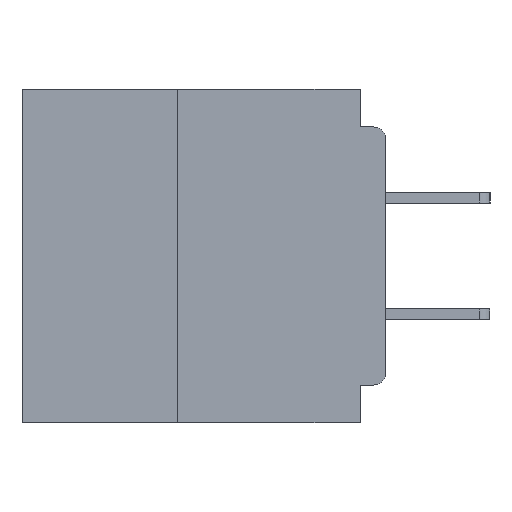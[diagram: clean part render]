
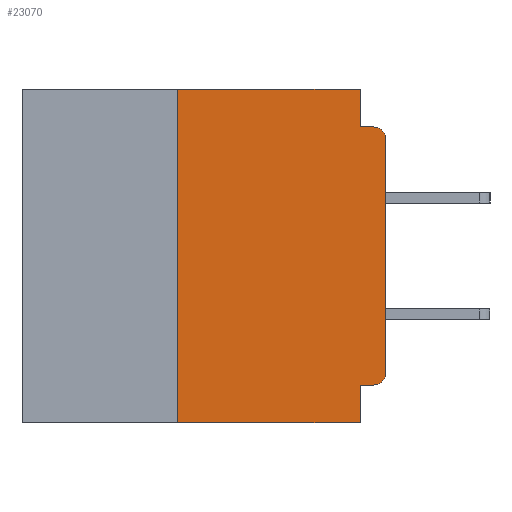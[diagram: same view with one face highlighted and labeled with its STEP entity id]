
A CAD part, left-side view. The second image highlights one B-rep face of the part: STEP entity #23070.
In plain terms, the highlighted planar face has unit normal (-1, 0, 0).
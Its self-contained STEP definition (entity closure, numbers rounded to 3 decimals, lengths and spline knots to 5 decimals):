
#663 = VERTEX_POINT ( 'NONE', #29134 ) ;
#2589 = DIRECTION ( 'NONE',  ( 1., 0., 0. ) ) ;
#3422 = DIRECTION ( 'NONE',  ( 0., 0., -1. ) ) ;
#4386 = EDGE_CURVE ( 'NONE', #663, #37343, #7312, .T. ) ;
#5448 = VECTOR ( 'NONE', #45157, 39.37008 ) ;
#5799 = CARTESIAN_POINT ( 'NONE',  ( 0., 0.25, -0.4 ) ) ;
#6041 = CARTESIAN_POINT ( 'NONE',  ( 0., 0., -0.355 ) ) ;
#6281 = CARTESIAN_POINT ( 'NONE',  ( 0., 0.437, 0. ) ) ;
#6744 = VERTEX_POINT ( 'NONE', #49432 ) ;
#6788 = CARTESIAN_POINT ( 'NONE',  ( 0., 0., -0.06 ) ) ;
#6837 = LINE ( 'NONE', #53883, #5448 ) ;
#7312 = CIRCLE ( 'NONE', #28055, 0.015 ) ;
#8236 = ORIENTED_EDGE ( 'NONE', *, *, #4386, .T. ) ;
#10564 = VERTEX_POINT ( 'NONE', #14598 ) ;
#10645 = DIRECTION ( 'NONE',  ( 0., -1., 0. ) ) ;
#11203 = VERTEX_POINT ( 'NONE', #5799 ) ;
#12396 = LINE ( 'NONE', #55473, #34220 ) ;
#13035 = DIRECTION ( 'NONE',  ( 0., 0., 1. ) ) ;
#13189 = CARTESIAN_POINT ( 'NONE',  ( 0., 0.031, -0.045 ) ) ;
#13353 = EDGE_CURVE ( 'NONE', #40563, #23387, #15916, .T. ) ;
#13475 = VECTOR ( 'NONE', #45155, 39.37008 ) ;
#14004 = CARTESIAN_POINT ( 'NONE',  ( 0., 0.25, 0. ) ) ;
#14557 = VECTOR ( 'NONE', #46765, 39.37008 ) ;
#14598 = CARTESIAN_POINT ( 'NONE',  ( 0., 0.031, -0.4 ) ) ;
#14699 = CARTESIAN_POINT ( 'NONE',  ( 0., 0.437, -0.4 ) ) ;
#14767 = ORIENTED_EDGE ( 'NONE', *, *, #49823, .F. ) ;
#15568 = ORIENTED_EDGE ( 'NONE', *, *, #55426, .T. ) ;
#15746 = DIRECTION ( 'NONE',  ( -1., 0., 0. ) ) ;
#15762 = ORIENTED_EDGE ( 'NONE', *, *, #19000, .F. ) ;
#15916 = LINE ( 'NONE', #42419, #14557 ) ;
#17159 = VERTEX_POINT ( 'NONE', #24915 ) ;
#17189 = CARTESIAN_POINT ( 'NONE',  ( 0., 0., 0. ) ) ;
#18036 = ORIENTED_EDGE ( 'NONE', *, *, #36948, .F. ) ;
#19000 = EDGE_CURVE ( 'NONE', #35097, #40563, #55704, .T. ) ;
#21103 = VECTOR ( 'NONE', #10645, 39.37008 ) ;
#22745 = DIRECTION ( 'NONE',  ( -1., 0., 0. ) ) ;
#23070 = ADVANCED_FACE ( 'NONE', ( #49167 ), #54643, .F. ) ;
#23387 = VERTEX_POINT ( 'NONE', #13189 ) ;
#24827 = EDGE_CURVE ( 'NONE', #23387, #6744, #6837, .T. ) ;
#24915 = CARTESIAN_POINT ( 'NONE',  ( 0., 0.031, -0.355 ) ) ;
#24985 = ORIENTED_EDGE ( 'NONE', *, *, #13353, .F. ) ;
#25139 = LINE ( 'NONE', #6041, #13475 ) ;
#25250 = VECTOR ( 'NONE', #47540, 39.37008 ) ;
#25398 = CARTESIAN_POINT ( 'NONE',  ( 0., 0.031, 0. ) ) ;
#26286 = EDGE_LOOP ( 'NONE', ( #27063, #15568, #46511, #24985, #15762, #14767, #47218, #36375, #18036, #8236 ) ) ;
#26602 = LINE ( 'NONE', #17189, #25250 ) ;
#27063 = ORIENTED_EDGE ( 'NONE', *, *, #36053, .T. ) ;
#28055 = AXIS2_PLACEMENT_3D ( 'NONE', #41813, #15746, #46130 ) ;
#28703 = CARTESIAN_POINT ( 'NONE',  ( 0., 0.437, 0. ) ) ;
#29134 = CARTESIAN_POINT ( 'NONE',  ( 0., 0.015, -0.355 ) ) ;
#31103 = VERTEX_POINT ( 'NONE', #6788 ) ;
#31833 = VECTOR ( 'NONE', #13035, 39.37008 ) ;
#33046 = DIRECTION ( 'NONE',  ( 0., 0., -1. ) ) ;
#33195 = LINE ( 'NONE', #47813, #31833 ) ;
#33365 = LINE ( 'NONE', #14699, #43497 ) ;
#34220 = VECTOR ( 'NONE', #3422, 39.37008 ) ;
#34823 = EDGE_CURVE ( 'NONE', #17159, #10564, #12396, .T. ) ;
#35097 = VERTEX_POINT ( 'NONE', #14004 ) ;
#36053 = EDGE_CURVE ( 'NONE', #37343, #31103, #26602, .T. ) ;
#36375 = ORIENTED_EDGE ( 'NONE', *, *, #34823, .F. ) ;
#36948 = EDGE_CURVE ( 'NONE', #663, #17159, #25139, .T. ) ;
#37343 = VERTEX_POINT ( 'NONE', #47597 ) ;
#37962 = EDGE_CURVE ( 'NONE', #11203, #10564, #33365, .T. ) ;
#40174 = AXIS2_PLACEMENT_3D ( 'NONE', #28703, #2589, #33046 ) ;
#40563 = VERTEX_POINT ( 'NONE', #25398 ) ;
#41813 = CARTESIAN_POINT ( 'NONE',  ( 0., 0.015, -0.34 ) ) ;
#42419 = CARTESIAN_POINT ( 'NONE',  ( 0., 0.031, 0. ) ) ;
#43497 = VECTOR ( 'NONE', #53812, 39.37008 ) ;
#44253 = CIRCLE ( 'NONE', #50239, 0.015 ) ;
#45155 = DIRECTION ( 'NONE',  ( 0., 1., 0. ) ) ;
#45157 = DIRECTION ( 'NONE',  ( 0., -1., 0. ) ) ;
#46130 = DIRECTION ( 'NONE',  ( 0., 0., -1. ) ) ;
#46511 = ORIENTED_EDGE ( 'NONE', *, *, #24827, .F. ) ;
#46765 = DIRECTION ( 'NONE',  ( 0., 0., -1. ) ) ;
#47218 = ORIENTED_EDGE ( 'NONE', *, *, #37962, .T. ) ;
#47540 = DIRECTION ( 'NONE',  ( 0., 0., 1. ) ) ;
#47597 = CARTESIAN_POINT ( 'NONE',  ( 0., 0., -0.34 ) ) ;
#47813 = CARTESIAN_POINT ( 'NONE',  ( 0., 0.25, -0.4 ) ) ;
#48674 = CARTESIAN_POINT ( 'NONE',  ( 0., 0.015, -0.06 ) ) ;
#49167 = FACE_OUTER_BOUND ( 'NONE', #26286, .T. ) ;
#49432 = CARTESIAN_POINT ( 'NONE',  ( 0., 0.015, -0.045 ) ) ;
#49823 = EDGE_CURVE ( 'NONE', #11203, #35097, #33195, .T. ) ;
#50239 = AXIS2_PLACEMENT_3D ( 'NONE', #48674, #22745, #53017 ) ;
#53017 = DIRECTION ( 'NONE',  ( 0., 0., -1. ) ) ;
#53812 = DIRECTION ( 'NONE',  ( 0., -1., 0. ) ) ;
#53883 = CARTESIAN_POINT ( 'NONE',  ( 0., 0., -0.045 ) ) ;
#54643 = PLANE ( 'NONE',  #40174 ) ;
#55426 = EDGE_CURVE ( 'NONE', #31103, #6744, #44253, .T. ) ;
#55473 = CARTESIAN_POINT ( 'NONE',  ( 0., 0.031, -0.4 ) ) ;
#55704 = LINE ( 'NONE', #6281, #21103 ) ;
